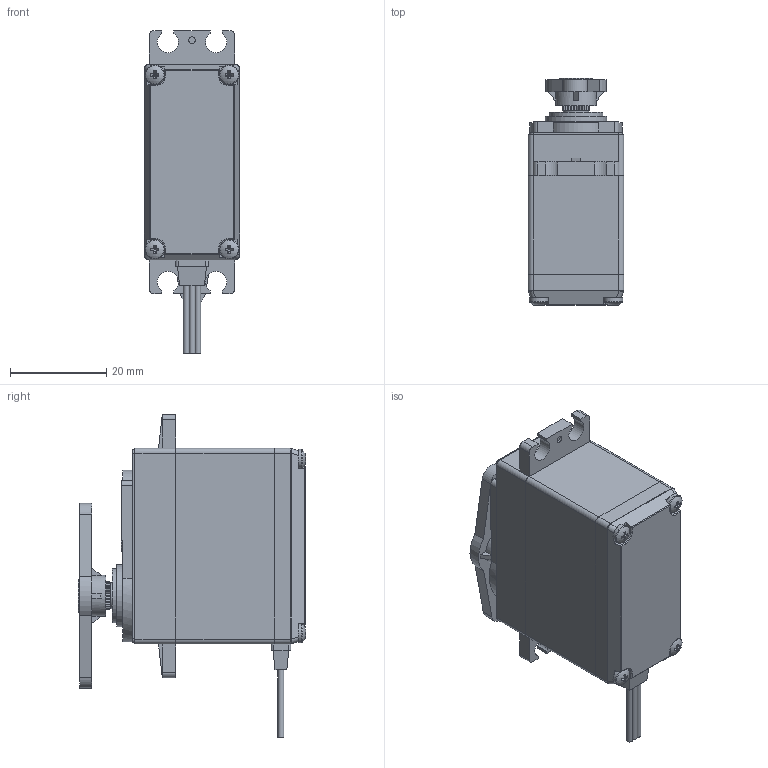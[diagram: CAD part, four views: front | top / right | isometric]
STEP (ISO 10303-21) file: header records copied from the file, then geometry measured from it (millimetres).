
FILE_DESCRIPTION(/* description */ (''),/* implementation_level */ '2;1');
FILE_NAME(/* name */ 'TOWER PRO MG-995, ANALOG SERVO_v1.step',/* time_stamp */ '2025-03-29T15:31:32+01:00',/* author */ (''),/* organization */ (''),/* preprocessor_version */ 'ST-DEVELOPER v20.1',/* originating_system */ 'Autodesk Translation Framework v14.4.0.0',/* authorisation */ '');
FILE_SCHEMA (('AUTOMOTIVE_DESIGN { 1 0 10303 214 3 1 1 }'));
Length unit declared in the file: millimetre
Products named in the file (8): TOWER PRO MG-995, ANALOG SERVO; TOWER PRO MG-995, ANALOG SERVO, BODY, TOP; TOWER PRO MG-995, ANALOG SERVO, BODY, MIDDLE; TOWER PRO MG-995, ANALOG SERVO, BODY, BOTTOM; TOWER PRO MG-995, ANALOG SERVO, CONNECTOR; TOWER PRO MG-995, ANALOG SERVO, SHAFT; TOWER PRO MG-995, ANALOG SERVO, HORN; pan cross head_am_B18.6.7M - M2 x 0
Assembly tree (10 placements, depth 2):
  TOWER PRO MG-995, ANALOG SERVO
    TOWER PRO MG-995, ANALOG SERVO, BODY, TOP
    TOWER PRO MG-995, ANALOG SERVO, BODY, MIDDLE
    TOWER PRO MG-995, ANALOG SERVO, BODY, BOTTOM
    TOWER PRO MG-995, ANALOG SERVO, CONNECTOR
    TOWER PRO MG-995, ANALOG SERVO, SHAFT
    TOWER PRO MG-995, ANALOG SERVO, HORN
    pan cross head_am_B18.6.7M - M2 x 0  x4
Bounding box: 19.8 x 47.23 x 67 mm (x, y, z)
Volume: 16959.9 mm3; surface area: 13120.2 mm2
Topology: 12 solids, 12 shells, 575 faces, 1465 edges, 936 vertices
Faces by surface type: plane 347, cylinder 152, cone 52, bspline 12, torus 8, sphere 4
Full cylindrical faces by diameter (mm): 1 x8, 1.2 x3, 1.4 x2, 1.6 x1, 2 x4, 2.2 x4, 2.8 x1, 4 x4, 5.3 x1, 5.75 x1, 6 x1, 6.75 x1, 8.5 x1, 8.75 x1, 11.2 x1, 12.8 x1
Entity records: 16520 total; most frequent: CARTESIAN_POINT 3234, DIRECTION 2749, ORIENTED_EDGE 2714, EDGE_CURVE 1357, AXIS2_PLACEMENT_3D 972, VERTEX_POINT 873, LINE 805, VECTOR 805
